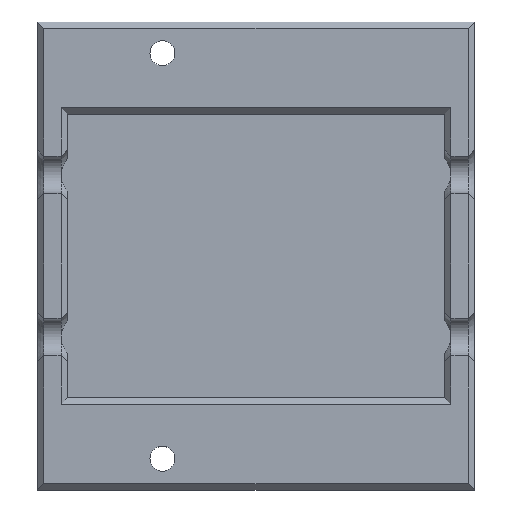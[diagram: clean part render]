
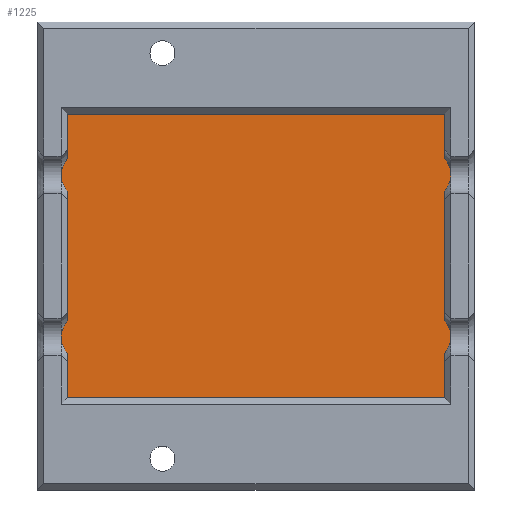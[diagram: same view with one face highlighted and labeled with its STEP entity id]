
A CAD part, top view. The second image highlights one B-rep face of the part: STEP entity #1225.
In plain terms, the highlighted planar face has unit normal (0, 0, 1).
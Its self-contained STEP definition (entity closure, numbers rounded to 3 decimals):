
#38=B_SPLINE_CURVE_WITH_KNOTS('',3,(#1946,#1947,#1948,#1949,#1950),
 .UNSPECIFIED.,.F.,.F.,(4,1,4),(0.,0.001,0.003),
 .UNSPECIFIED.);
#39=B_SPLINE_CURVE_WITH_KNOTS('',3,(#1952,#1953,#1954,#1955,#1956),
 .UNSPECIFIED.,.F.,.F.,(4,1,4),(0.,0.001,
0.003),.UNSPECIFIED.);
#40=B_SPLINE_CURVE_WITH_KNOTS('',3,(#1957,#1958,#1959,#1960,#1961),
 .UNSPECIFIED.,.F.,.F.,(4,1,4),(0.,0.001,0.003),
 .UNSPECIFIED.);
#41=B_SPLINE_CURVE_WITH_KNOTS('',3,(#1963,#1964,#1965,#1966,#1967),
 .UNSPECIFIED.,.F.,.F.,(4,1,4),(0.,0.001,0.003),
 .UNSPECIFIED.);
#42=B_SPLINE_CURVE_WITH_KNOTS('',3,(#1968,#1969,#1970,#1971,#1972),
 .UNSPECIFIED.,.F.,.F.,(4,1,4),(0.,0.001,0.003),
 .UNSPECIFIED.);
#43=B_SPLINE_CURVE_WITH_KNOTS('',3,(#1974,#1975,#1976,#1977,#1978),
 .UNSPECIFIED.,.F.,.F.,(4,1,4),(0.,0.001,0.003),
 .UNSPECIFIED.);
#44=B_SPLINE_CURVE_WITH_KNOTS('',3,(#1979,#1980,#1981,#1982,#1983),
 .UNSPECIFIED.,.F.,.F.,(4,1,4),(0.,0.001,0.003),
 .UNSPECIFIED.);
#45=B_SPLINE_CURVE_WITH_KNOTS('',3,(#1985,#1986,#1987,#1988,#1989),
 .UNSPECIFIED.,.F.,.F.,(4,1,4),(0.,0.001,0.003),
 .UNSPECIFIED.);
#69=LINE('',#1812,#209);
#73=LINE('',#1825,#213);
#76=LINE('',#1834,#216);
#80=LINE('',#1845,#220);
#84=LINE('',#1856,#224);
#89=LINE('',#1871,#229);
#119=LINE('',#1941,#259);
#121=LINE('',#1944,#261);
#209=VECTOR('',#1442,1000.);
#213=VECTOR('',#1452,1000.);
#216=VECTOR('',#1459,1000.);
#220=VECTOR('',#1467,1000.);
#224=VECTOR('',#1475,1000.);
#229=VECTOR('',#1486,1000.);
#259=VECTOR('',#1540,1000.);
#261=VECTOR('',#1544,1000.);
#430=ORIENTED_EDGE('',*,*,#770,.T.);
#431=ORIENTED_EDGE('',*,*,#771,.T.);
#432=ORIENTED_EDGE('',*,*,#712,.F.);
#433=ORIENTED_EDGE('',*,*,#772,.T.);
#434=ORIENTED_EDGE('',*,*,#773,.T.);
#435=ORIENTED_EDGE('',*,*,#706,.F.);
#436=ORIENTED_EDGE('',*,*,#769,.F.);
#437=ORIENTED_EDGE('',*,*,#721,.F.);
#438=ORIENTED_EDGE('',*,*,#774,.T.);
#439=ORIENTED_EDGE('',*,*,#775,.T.);
#440=ORIENTED_EDGE('',*,*,#726,.F.);
#441=ORIENTED_EDGE('',*,*,#776,.T.);
#442=ORIENTED_EDGE('',*,*,#777,.T.);
#443=ORIENTED_EDGE('',*,*,#733,.F.);
#444=ORIENTED_EDGE('',*,*,#767,.F.);
#445=ORIENTED_EDGE('',*,*,#716,.F.);
#706=EDGE_CURVE('',#882,#878,#69,.T.);
#712=EDGE_CURVE('',#888,#883,#73,.T.);
#716=EDGE_CURVE('',#892,#893,#76,.T.);
#721=EDGE_CURVE('',#897,#898,#80,.T.);
#726=EDGE_CURVE('',#902,#903,#84,.T.);
#733=EDGE_CURVE('',#909,#905,#89,.T.);
#767=EDGE_CURVE('',#893,#909,#119,.T.);
#769=EDGE_CURVE('',#898,#882,#121,.T.);
#770=EDGE_CURVE('',#892,#938,#38,.T.);
#771=EDGE_CURVE('',#938,#883,#39,.T.);
#772=EDGE_CURVE('',#888,#939,#40,.T.);
#773=EDGE_CURVE('',#939,#878,#41,.T.);
#774=EDGE_CURVE('',#897,#940,#42,.T.);
#775=EDGE_CURVE('',#940,#903,#43,.T.);
#776=EDGE_CURVE('',#902,#941,#44,.T.);
#777=EDGE_CURVE('',#941,#905,#45,.T.);
#878=VERTEX_POINT('',#1804);
#882=VERTEX_POINT('',#1811);
#883=VERTEX_POINT('',#1815);
#888=VERTEX_POINT('',#1824);
#892=VERTEX_POINT('',#1833);
#893=VERTEX_POINT('',#1835);
#897=VERTEX_POINT('',#1844);
#898=VERTEX_POINT('',#1846);
#902=VERTEX_POINT('',#1855);
#903=VERTEX_POINT('',#1857);
#905=VERTEX_POINT('',#1863);
#909=VERTEX_POINT('',#1870);
#938=VERTEX_POINT('',#1951);
#939=VERTEX_POINT('',#1962);
#940=VERTEX_POINT('',#1973);
#941=VERTEX_POINT('',#1984);
#1007=EDGE_LOOP('',(#430,#431,#432,#433,#434,#435,#436,#437,#438,#439,#440,
#441,#442,#443,#444,#445));
#1089=FACE_BOUND('',#1007,.T.);
#1167=PLANE('',#1330);
#1225=ADVANCED_FACE('',(#1089),#1167,.T.);
#1330=AXIS2_PLACEMENT_3D('',#1945,#1545,#1546);
#1442=DIRECTION('',(0.,1.,0.));
#1452=DIRECTION('',(0.,1.,0.));
#1459=DIRECTION('',(0.,1.,0.));
#1467=DIRECTION('',(0.,-1.,0.));
#1475=DIRECTION('',(0.,-1.,0.));
#1486=DIRECTION('',(0.,-1.,0.));
#1540=DIRECTION('',(1.,0.,0.));
#1544=DIRECTION('',(-1.,0.,0.));
#1545=DIRECTION('',(0.,0.,1.));
#1546=DIRECTION('',(1.,0.,0.));
#1804=CARTESIAN_POINT('',(-30.25,-15.646,1.5));
#1811=CARTESIAN_POINT('',(-30.25,-22.75,1.5));
#1812=CARTESIAN_POINT('',(-30.25,-22.75,1.5));
#1815=CARTESIAN_POINT('',(-30.25,10.354,1.5));
#1824=CARTESIAN_POINT('',(-30.25,-10.354,1.5));
#1825=CARTESIAN_POINT('',(-30.25,-22.75,1.5));
#1833=CARTESIAN_POINT('',(-30.25,15.646,1.5));
#1834=CARTESIAN_POINT('',(-30.25,-22.75,1.5));
#1835=CARTESIAN_POINT('',(-30.25,22.75,1.5));
#1844=CARTESIAN_POINT('',(30.25,-15.646,1.5));
#1845=CARTESIAN_POINT('',(30.25,22.75,1.5));
#1846=CARTESIAN_POINT('',(30.25,-22.75,1.5));
#1855=CARTESIAN_POINT('',(30.25,10.354,1.5));
#1856=CARTESIAN_POINT('',(30.25,22.75,1.5));
#1857=CARTESIAN_POINT('',(30.25,-10.354,1.5));
#1863=CARTESIAN_POINT('',(30.25,15.646,1.5));
#1870=CARTESIAN_POINT('',(30.25,22.75,1.5));
#1871=CARTESIAN_POINT('',(30.25,22.75,1.5));
#1941=CARTESIAN_POINT('',(-30.25,22.75,1.5));
#1944=CARTESIAN_POINT('',(30.25,-22.75,1.5));
#1945=CARTESIAN_POINT('',(0.,0.,1.5));
#1946=CARTESIAN_POINT('',(-30.25,15.646,1.5));
#1947=CARTESIAN_POINT('',(-30.514,15.246,1.5));
#1948=CARTESIAN_POINT('',(-31.001,14.426,1.5));
#1949=CARTESIAN_POINT('',(-31.25,13.484,1.5));
#1950=CARTESIAN_POINT('',(-31.25,13.,1.5));
#1951=CARTESIAN_POINT('',(-31.25,13.,1.5));
#1952=CARTESIAN_POINT('',(-31.25,13.,1.5));
#1953=CARTESIAN_POINT('',(-31.25,12.516,1.5));
#1954=CARTESIAN_POINT('',(-31.002,11.577,1.5));
#1955=CARTESIAN_POINT('',(-30.514,10.754,1.5));
#1956=CARTESIAN_POINT('',(-30.25,10.354,1.5));
#1957=CARTESIAN_POINT('',(-30.25,-10.354,1.5));
#1958=CARTESIAN_POINT('',(-30.514,-10.754,1.5));
#1959=CARTESIAN_POINT('',(-31.001,-11.574,1.5));
#1960=CARTESIAN_POINT('',(-31.25,-12.516,1.5));
#1961=CARTESIAN_POINT('',(-31.25,-13.,1.5));
#1962=CARTESIAN_POINT('',(-31.25,-13.,1.5));
#1963=CARTESIAN_POINT('',(-31.25,-13.,1.5));
#1964=CARTESIAN_POINT('',(-31.25,-13.484,1.5));
#1965=CARTESIAN_POINT('',(-31.002,-14.423,1.5));
#1966=CARTESIAN_POINT('',(-30.514,-15.246,1.5));
#1967=CARTESIAN_POINT('',(-30.25,-15.646,1.5));
#1968=CARTESIAN_POINT('',(30.25,-15.646,1.5));
#1969=CARTESIAN_POINT('',(30.514,-15.246,1.5));
#1970=CARTESIAN_POINT('',(31.001,-14.426,1.5));
#1971=CARTESIAN_POINT('',(31.25,-13.484,1.5));
#1972=CARTESIAN_POINT('',(31.25,-13.,1.5));
#1973=CARTESIAN_POINT('',(31.25,-13.,1.5));
#1974=CARTESIAN_POINT('',(31.25,-13.,1.5));
#1975=CARTESIAN_POINT('',(31.25,-12.516,1.5));
#1976=CARTESIAN_POINT('',(31.002,-11.577,1.5));
#1977=CARTESIAN_POINT('',(30.514,-10.754,1.5));
#1978=CARTESIAN_POINT('',(30.25,-10.354,1.5));
#1979=CARTESIAN_POINT('',(30.25,10.354,1.5));
#1980=CARTESIAN_POINT('',(30.514,10.754,1.5));
#1981=CARTESIAN_POINT('',(31.001,11.574,1.5));
#1982=CARTESIAN_POINT('',(31.25,12.516,1.5));
#1983=CARTESIAN_POINT('',(31.25,13.,1.5));
#1984=CARTESIAN_POINT('',(31.25,13.,1.5));
#1985=CARTESIAN_POINT('',(31.25,13.,1.5));
#1986=CARTESIAN_POINT('',(31.25,13.484,1.5));
#1987=CARTESIAN_POINT('',(31.002,14.423,1.5));
#1988=CARTESIAN_POINT('',(30.514,15.246,1.5));
#1989=CARTESIAN_POINT('',(30.25,15.646,1.5));
